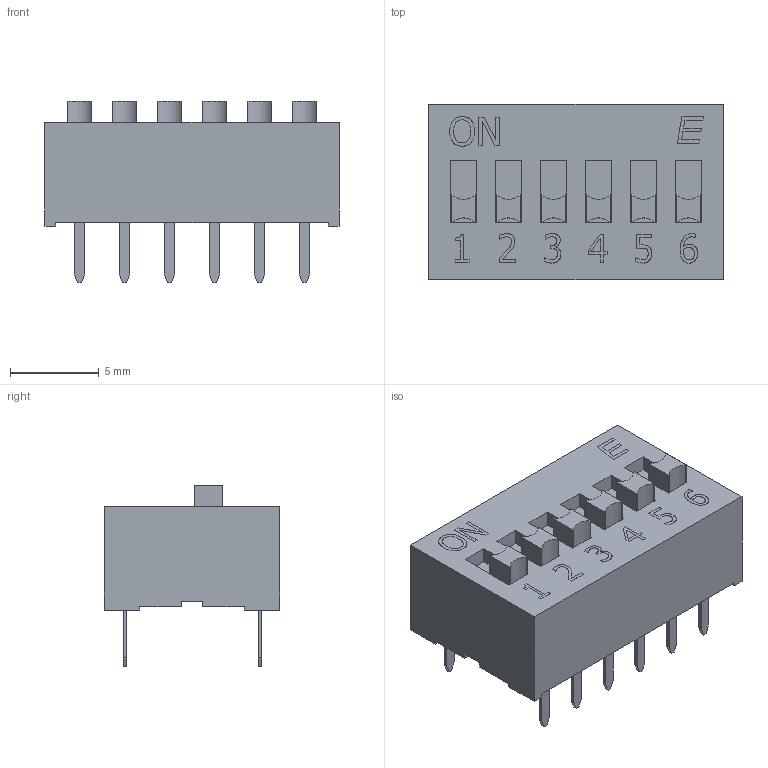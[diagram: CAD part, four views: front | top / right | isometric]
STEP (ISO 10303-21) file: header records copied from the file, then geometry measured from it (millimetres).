
FILE_DESCRIPTION((''),'2;1');
FILE_NAME('KAS1106E.stp','2018-03-16T14:37:24',('mroman'),(''),'Autodesk Inventor 2012','Autodesk Inventor 2012','');
FILE_SCHEMA(('CONFIG_CONTROL_DESIGN'));
Length unit declared in the file: inch
Products named in the file (1): KAS1106E
Bounding box: 16.6 x 9.9 x 10.25 mm (x, y, z)
Volume: 887.6 mm3; surface area: 847.4 mm2
Topology: 1 solids, 1 shells, 400 faces, 1086 edges, 724 vertices
Faces by surface type: plane 315, bspline 73, cylinder 12
Entity records: 13408 total; most frequent: CARTESIAN_POINT 3306, ORIENTED_EDGE 2172, DIRECTION 1620, EDGE_CURVE 1086, VECTOR 916, LINE 916, VERTEX_POINT 724, EDGE_LOOP 436
